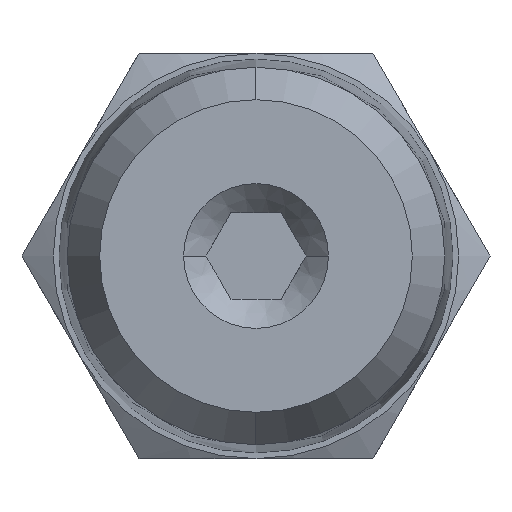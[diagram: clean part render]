
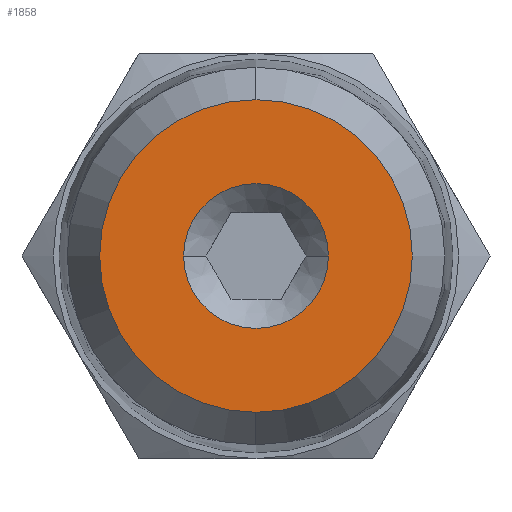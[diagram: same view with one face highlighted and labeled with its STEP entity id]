
A CAD part, front view. The second image highlights one B-rep face of the part: STEP entity #1858.
In plain terms, the highlighted planar face has unit normal (0, -1, 0).
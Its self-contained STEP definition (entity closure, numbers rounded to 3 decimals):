
#448 = EDGE_LOOP ( 'NONE', ( #2812, #2811 ) ) ;
#453 = EDGE_LOOP ( 'NONE', ( #2810, #2809 ) ) ;
#597 = CIRCLE ( 'NONE', #804, 2.5 ) ;
#653 = EDGE_CURVE ( 'NONE', #3024, #3029, #597, .T. ) ;
#671 = EDGE_CURVE ( 'NONE', #3035, #3039, #2194, .T. ) ;
#699 = EDGE_CURVE ( 'NONE', #3029, #3024, #2221, .T. ) ;
#700 = EDGE_CURVE ( 'NONE', #3039, #3035, #2220, .T. ) ;
#804 = AXIS2_PLACEMENT_3D ( 'NONE', #2408, #2407, #2406 ) ;
#809 = AXIS2_PLACEMENT_3D ( 'NONE', #2559, #2560, #2561 ) ;
#819 = AXIS2_PLACEMENT_3D ( 'NONE', #2678, #2679, #2680 ) ;
#820 = AXIS2_PLACEMENT_3D ( 'NONE', #2681, #2682, #2683 ) ;
#1416 = CARTESIAN_POINT ( 'NONE',  ( -2.5, 0., 0. ) ) ;
#1426 = CARTESIAN_POINT ( 'NONE',  ( 2.5, 0., 0. ) ) ;
#1432 = CARTESIAN_POINT ( 'NONE',  ( 0., 0., -5.4 ) ) ;
#1436 = CARTESIAN_POINT ( 'NONE',  ( 0., 0., 5.4 ) ) ;
#1545 = FACE_BOUND ( 'NONE', #448, .T. ) ;
#1546 = FACE_OUTER_BOUND ( 'NONE', #453, .T. ) ;
#1647 = AXIS2_PLACEMENT_3D ( 'NONE', #2114, #2115, #2116 ) ;
#1858 = ADVANCED_FACE ( 'NONE', ( #1545, #1546 ), #2107, .T. ) ;
#2107 = PLANE ( 'NONE',  #1647 ) ;
#2114 = CARTESIAN_POINT ( 'NONE',  ( 0., 0., 0. ) ) ;
#2115 = DIRECTION ( 'NONE',  ( 0., -1., 0. ) ) ;
#2116 = DIRECTION ( 'NONE',  ( 0., 0., -1. ) ) ;
#2194 = CIRCLE ( 'NONE', #809, 5.4 ) ;
#2220 = CIRCLE ( 'NONE', #820, 5.4 ) ;
#2221 = CIRCLE ( 'NONE', #819, 2.5 ) ;
#2406 = DIRECTION ( 'NONE',  ( 1., 0., 0. ) ) ;
#2407 = DIRECTION ( 'NONE',  ( 0., -1., 0. ) ) ;
#2408 = CARTESIAN_POINT ( 'NONE',  ( 0., 0., 0. ) ) ;
#2559 = CARTESIAN_POINT ( 'NONE',  ( 0., 0., 0. ) ) ;
#2560 = DIRECTION ( 'NONE',  ( 0., -1., 0. ) ) ;
#2561 = DIRECTION ( 'NONE',  ( 0., 0., -1. ) ) ;
#2678 = CARTESIAN_POINT ( 'NONE',  ( 0., 0., 0. ) ) ;
#2679 = DIRECTION ( 'NONE',  ( 0., -1., 0. ) ) ;
#2680 = DIRECTION ( 'NONE',  ( 1., 0., 0. ) ) ;
#2681 = CARTESIAN_POINT ( 'NONE',  ( 0., 0., 0. ) ) ;
#2682 = DIRECTION ( 'NONE',  ( 0., -1., 0. ) ) ;
#2683 = DIRECTION ( 'NONE',  ( 0., 0., -1. ) ) ;
#2809 = ORIENTED_EDGE ( 'NONE', *, *, #671, .T. ) ;
#2810 = ORIENTED_EDGE ( 'NONE', *, *, #700, .T. ) ;
#2811 = ORIENTED_EDGE ( 'NONE', *, *, #653, .F. ) ;
#2812 = ORIENTED_EDGE ( 'NONE', *, *, #699, .F. ) ;
#3024 = VERTEX_POINT ( 'NONE', #1416 ) ;
#3029 = VERTEX_POINT ( 'NONE', #1426 ) ;
#3035 = VERTEX_POINT ( 'NONE', #1432 ) ;
#3039 = VERTEX_POINT ( 'NONE', #1436 ) ;
